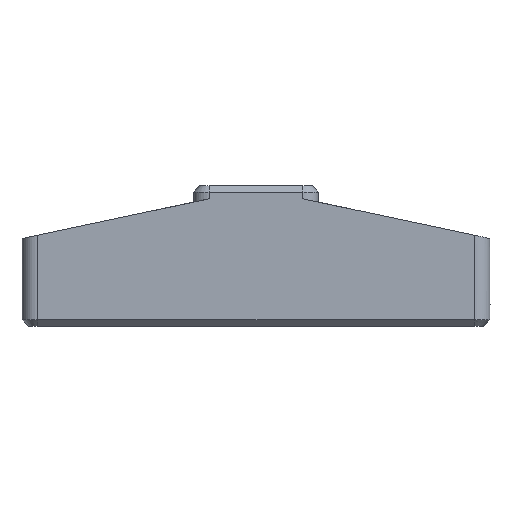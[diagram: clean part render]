
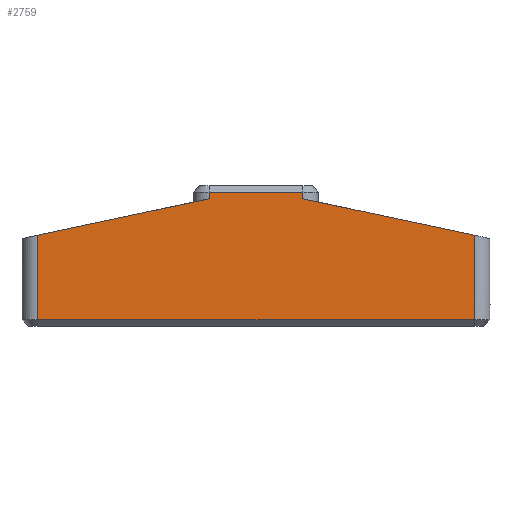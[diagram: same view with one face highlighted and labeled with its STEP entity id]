
A CAD part, front view. The second image highlights one B-rep face of the part: STEP entity #2759.
In plain terms, the highlighted planar face has unit normal (0, -1, 0).
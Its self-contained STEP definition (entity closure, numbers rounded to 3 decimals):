
#256=LINE('',#4456,#516);
#264=LINE('',#4489,#524);
#282=LINE('',#4660,#542);
#297=LINE('',#4699,#557);
#298=LINE('',#4701,#558);
#299=LINE('',#4703,#559);
#300=LINE('',#4705,#560);
#301=LINE('',#4706,#561);
#516=VECTOR('',#3282,10.);
#524=VECTOR('',#3306,10.);
#542=VECTOR('',#3346,10.);
#557=VECTOR('',#3391,10.);
#558=VECTOR('',#3394,10.);
#559=VECTOR('',#3395,10.);
#560=VECTOR('',#3396,10.);
#561=VECTOR('',#3397,10.);
#733=PLANE('',#2965);
#828=FACE_OUTER_BOUND('',#995,.T.);
#995=EDGE_LOOP('',(#2102,#2103,#2104,#2105,#2106,#2107,#2108,#2109));
#1258=VERTEX_POINT('',#4453);
#1259=VERTEX_POINT('',#4455);
#1271=VERTEX_POINT('',#4486);
#1272=VERTEX_POINT('',#4488);
#1293=VERTEX_POINT('',#4653);
#1295=VERTEX_POINT('',#4659);
#1305=VERTEX_POINT('',#4702);
#1306=VERTEX_POINT('',#4704);
#1534=EDGE_CURVE('',#1259,#1258,#256,.T.);
#1549=EDGE_CURVE('',#1272,#1271,#264,.T.);
#1584=EDGE_CURVE('',#1293,#1295,#282,.T.);
#1605=EDGE_CURVE('',#1295,#1258,#297,.T.);
#1606=EDGE_CURVE('',#1272,#1293,#298,.T.);
#1607=EDGE_CURVE('',#1305,#1271,#299,.T.);
#1608=EDGE_CURVE('',#1306,#1305,#300,.T.);
#1609=EDGE_CURVE('',#1259,#1306,#301,.T.);
#2102=ORIENTED_EDGE('',*,*,#1584,.F.);
#2103=ORIENTED_EDGE('',*,*,#1606,.F.);
#2104=ORIENTED_EDGE('',*,*,#1549,.T.);
#2105=ORIENTED_EDGE('',*,*,#1607,.F.);
#2106=ORIENTED_EDGE('',*,*,#1608,.F.);
#2107=ORIENTED_EDGE('',*,*,#1609,.F.);
#2108=ORIENTED_EDGE('',*,*,#1534,.T.);
#2109=ORIENTED_EDGE('',*,*,#1605,.F.);
#2759=ADVANCED_FACE('',(#828),#733,.F.);
#2965=AXIS2_PLACEMENT_3D('',#4700,#3392,#3393);
#3282=DIRECTION('',(-0.978,0.,0.208));
#3306=DIRECTION('',(-0.978,0.,-0.208));
#3346=DIRECTION('',(1.,0.,0.));
#3391=DIRECTION('',(0.,0.,-1.));
#3392=DIRECTION('center_axis',(0.,1.,0.));
#3393=DIRECTION('ref_axis',(0.,0.,1.));
#3394=DIRECTION('',(0.,0.,1.));
#3395=DIRECTION('',(0.,0.,1.));
#3396=DIRECTION('',(-1.,0.,0.));
#3397=DIRECTION('',(0.,0.,-1.));
#4453=CARTESIAN_POINT('',(3.,-1.5,8.169));
#4455=CARTESIAN_POINT('',(14.,-1.5,5.831));
#4456=CARTESIAN_POINT('',(2.255,-1.5,8.328));
#4486=CARTESIAN_POINT('',(-14.,-1.5,5.831));
#4488=CARTESIAN_POINT('',(-3.,-1.5,8.169));
#4489=CARTESIAN_POINT('',(-7.762,-1.5,7.157));
#4653=CARTESIAN_POINT('',(-3.,-1.5,8.6));
#4659=CARTESIAN_POINT('',(3.,-1.5,8.6));
#4660=CARTESIAN_POINT('',(1.212,-1.5,8.6));
#4699=CARTESIAN_POINT('',(3.,-1.5,7.321));
#4700=CARTESIAN_POINT('Origin',(0.,-1.5,6.192));
#4701=CARTESIAN_POINT('',(-3.,-1.5,6.476));
#4702=CARTESIAN_POINT('',(-14.,-1.5,0.4));
#4703=CARTESIAN_POINT('',(-14.,-1.5,4.447));
#4704=CARTESIAN_POINT('',(14.,-1.5,0.4));
#4705=CARTESIAN_POINT('',(-0.912,-1.5,0.4));
#4706=CARTESIAN_POINT('',(14.,-1.5,3.838));
